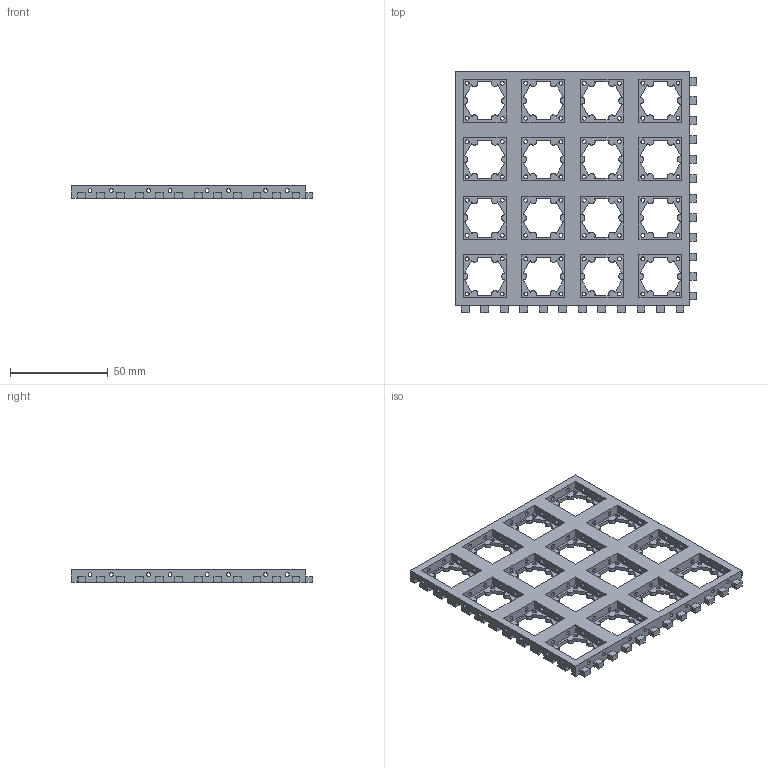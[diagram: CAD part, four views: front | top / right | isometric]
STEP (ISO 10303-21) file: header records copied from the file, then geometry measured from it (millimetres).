
FILE_DESCRIPTION(('FreeCAD Model'),'2;1');
FILE_NAME('Open CASCADE Shape Model','2024-11-16T22:45:16',(''),(''), 'Open CASCADE STEP processor 7.8','FreeCAD','Unknown');
FILE_SCHEMA(('AUTOMOTIVE_DESIGN { 1 0 10303 214 1 1 1 1 }'));
Products named in the file (1): MultiTransform003
Bounding box: 123.5 x 123.5 x 6.6 mm (x, y, z)
Volume: 46685.8 mm3; surface area: 36734.7 mm2
Topology: 1 solids, 1 shells, 632 faces, 1815 edges, 1210 vertices
Faces by surface type: plane 287, bspline 192, cylinder 153
Full cylindrical faces by diameter (mm): 2 x144, 4 x9
Entity records: 63353 total; most frequent: CARTESIAN_POINT 30818, DIRECTION 4668, ORIENTED_EDGE 3630, PCURVE 3630, DEFINITIONAL_REPRESENTATION 3630, LINE 3053, VECTOR 3053, EDGE_CURVE 1815
